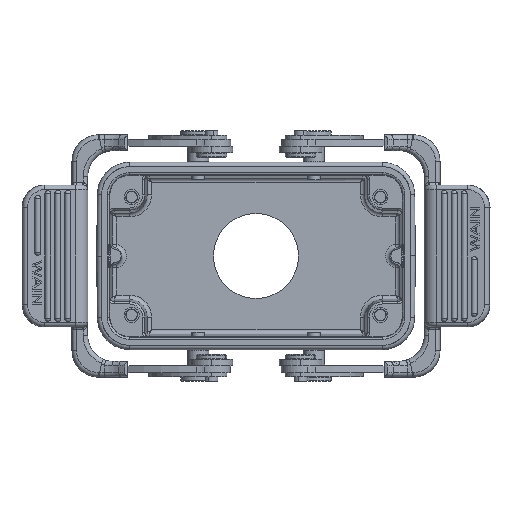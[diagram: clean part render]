
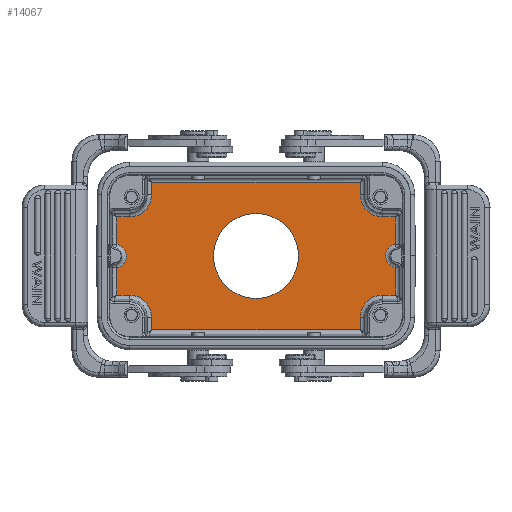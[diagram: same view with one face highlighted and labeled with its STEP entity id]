
A CAD part, front view. The second image highlights one B-rep face of the part: STEP entity #14067.
In plain terms, the highlighted planar face has unit normal (0, -1, 0).
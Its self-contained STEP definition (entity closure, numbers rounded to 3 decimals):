
#7985=PLANE('',#36894);
#8812=FACE_BOUND('',#17255,.T.);
#8813=FACE_BOUND('',#17256,.T.);
#9555=LINE('',#46835,#11765);
#9556=LINE('',#46839,#11766);
#9557=LINE('',#46842,#11767);
#9558=LINE('',#46859,#11768);
#9559=LINE('',#46861,#11769);
#9560=LINE('',#46865,#11770);
#9561=LINE('',#46867,#11771);
#9562=LINE('',#46869,#11772);
#9563=LINE('',#46873,#11773);
#9564=LINE('',#46875,#11774);
#9565=LINE('',#46891,#11775);
#9566=LINE('',#46895,#11776);
#9567=LINE('',#46897,#11777);
#9568=LINE('',#46899,#11778);
#11765=VECTOR('',#39433,1.);
#11766=VECTOR('',#39438,1.);
#11767=VECTOR('',#39439,1.);
#11768=VECTOR('',#39440,1.);
#11769=VECTOR('',#39441,1.);
#11770=VECTOR('',#39444,1.);
#11771=VECTOR('',#39445,1.);
#11772=VECTOR('',#39446,1.);
#11773=VECTOR('',#39449,1.);
#11774=VECTOR('',#39450,1.);
#11775=VECTOR('',#39451,1.);
#11776=VECTOR('',#39454,1.);
#11777=VECTOR('',#39455,1.);
#11778=VECTOR('',#39456,1.);
#14067=ADVANCED_FACE('',(#8812,#8813),#7985,.F.);
#17255=EDGE_LOOP('',(#20182));
#17256=EDGE_LOOP('',(#20183,#20184,#20185,#20186,#20187,#20188,#20189,#20190,
#20191,#20192,#20193,#20194,#20195,#20196,#20197,#20198,#20199,#20200,#20201,
#20202));
#19088=B_SPLINE_CURVE_WITH_KNOTS('',3,(#46844,#46845,#46846,#46847,#46848,
#46849,#46850,#46851,#46852,#46853,#46854,#46855,#46856,#46857),
 .UNSPECIFIED.,.F.,.F.,(4,1,1,1,1,1,1,1,1,1,1,4),(0.,0.091,0.182,
0.273,0.364,0.455,0.545,0.636,
0.727,0.818,0.909,1.),.UNSPECIFIED.);
#19089=B_SPLINE_CURVE_WITH_KNOTS('',3,(#46877,#46878,#46879,#46880,#46881,
#46882,#46883,#46884,#46885,#46886,#46887,#46888,#46889,#46890),
 .UNSPECIFIED.,.F.,.F.,(4,1,1,1,1,1,1,1,1,1,1,4),(0.,0.091,0.182,
0.273,0.364,0.455,0.545,0.636,
0.727,0.818,0.909,1.),.UNSPECIFIED.);
#20182=ORIENTED_EDGE('',*,*,#31559,.T.);
#20183=ORIENTED_EDGE('',*,*,#31560,.T.);
#20184=ORIENTED_EDGE('',*,*,#31561,.T.);
#20185=ORIENTED_EDGE('',*,*,#31562,.F.);
#20186=ORIENTED_EDGE('',*,*,#31563,.T.);
#20187=ORIENTED_EDGE('',*,*,#31564,.T.);
#20188=ORIENTED_EDGE('',*,*,#31565,.F.);
#20189=ORIENTED_EDGE('',*,*,#31566,.T.);
#20190=ORIENTED_EDGE('',*,*,#31567,.T.);
#20191=ORIENTED_EDGE('',*,*,#31568,.T.);
#20192=ORIENTED_EDGE('',*,*,#31569,.F.);
#20193=ORIENTED_EDGE('',*,*,#31570,.T.);
#20194=ORIENTED_EDGE('',*,*,#31571,.T.);
#20195=ORIENTED_EDGE('',*,*,#31572,.F.);
#20196=ORIENTED_EDGE('',*,*,#31558,.T.);
#20197=ORIENTED_EDGE('',*,*,#31573,.T.);
#20198=ORIENTED_EDGE('',*,*,#31574,.F.);
#20199=ORIENTED_EDGE('',*,*,#31575,.T.);
#20200=ORIENTED_EDGE('',*,*,#31576,.T.);
#20201=ORIENTED_EDGE('',*,*,#31577,.T.);
#20202=ORIENTED_EDGE('',*,*,#31578,.F.);
#28709=VERTEX_POINT('',#46810);
#28713=VERTEX_POINT('',#46834);
#28714=VERTEX_POINT('',#46838);
#28715=VERTEX_POINT('',#46840);
#28716=VERTEX_POINT('',#46841);
#28717=VERTEX_POINT('',#46843);
#28718=VERTEX_POINT('',#46858);
#28719=VERTEX_POINT('',#46860);
#28720=VERTEX_POINT('',#46862);
#28721=VERTEX_POINT('',#46864);
#28722=VERTEX_POINT('',#46866);
#28723=VERTEX_POINT('',#46868);
#28724=VERTEX_POINT('',#46870);
#28725=VERTEX_POINT('',#46872);
#28726=VERTEX_POINT('',#46874);
#28727=VERTEX_POINT('',#46876);
#28728=VERTEX_POINT('',#46892);
#28729=VERTEX_POINT('',#46894);
#28730=VERTEX_POINT('',#46896);
#28731=VERTEX_POINT('',#46898);
#28732=VERTEX_POINT('',#46900);
#31558=EDGE_CURVE('',#28709,#28713,#9555,.T.);
#31559=EDGE_CURVE('',#28714,#28714,#35829,.T.);
#31560=EDGE_CURVE('',#28715,#28716,#9556,.T.);
#31561=EDGE_CURVE('',#28716,#28717,#9557,.T.);
#31562=EDGE_CURVE('',#28718,#28717,#19088,.T.);
#31563=EDGE_CURVE('',#28718,#28719,#9558,.T.);
#31564=EDGE_CURVE('',#28719,#28720,#9559,.T.);
#31565=EDGE_CURVE('',#28721,#28720,#35830,.T.);
#31566=EDGE_CURVE('',#28721,#28722,#9560,.T.);
#31567=EDGE_CURVE('',#28722,#28723,#9561,.T.);
#31568=EDGE_CURVE('',#28723,#28724,#9562,.T.);
#31569=EDGE_CURVE('',#28725,#28724,#35831,.T.);
#31570=EDGE_CURVE('',#28725,#28726,#9563,.T.);
#31571=EDGE_CURVE('',#28726,#28727,#9564,.T.);
#31572=EDGE_CURVE('',#28709,#28727,#19089,.T.);
#31573=EDGE_CURVE('',#28713,#28728,#9565,.T.);
#31574=EDGE_CURVE('',#28729,#28728,#35832,.T.);
#31575=EDGE_CURVE('',#28729,#28730,#9566,.T.);
#31576=EDGE_CURVE('',#28730,#28731,#9567,.T.);
#31577=EDGE_CURVE('',#28731,#28732,#9568,.T.);
#31578=EDGE_CURVE('',#28715,#28732,#35833,.T.);
#35829=CIRCLE('',#36889,9.75);
#35830=CIRCLE('',#36890,5.053);
#35831=CIRCLE('',#36891,5.053);
#35832=CIRCLE('',#36892,5.053);
#35833=CIRCLE('',#36893,5.053);
#36889=AXIS2_PLACEMENT_3D('',#46837,#39436,#39437);
#36890=AXIS2_PLACEMENT_3D('',#46863,#39442,#39443);
#36891=AXIS2_PLACEMENT_3D('',#46871,#39447,#39448);
#36892=AXIS2_PLACEMENT_3D('',#46893,#39452,#39453);
#36893=AXIS2_PLACEMENT_3D('',#46901,#39457,#39458);
#36894=AXIS2_PLACEMENT_3D('',#46902,#39459,#39460);
#39433=DIRECTION('',(0.,0.,-1.));
#39436=DIRECTION('',(0.,1.,0.));
#39437=DIRECTION('',(0.,0.,1.));
#39438=DIRECTION('',(1.,0.,0.));
#39439=DIRECTION('',(0.,0.,1.));
#39440=DIRECTION('',(0.,0.,1.));
#39441=DIRECTION('',(-1.,0.,0.));
#39442=DIRECTION('',(0.,-1.,0.));
#39443=DIRECTION('',(-1.,0.,0.));
#39444=DIRECTION('',(0.,0.,1.));
#39445=DIRECTION('',(-1.,0.,0.));
#39446=DIRECTION('',(0.,0.,-1.));
#39447=DIRECTION('',(0.,-1.,0.));
#39448=DIRECTION('',(0.,0.,-1.));
#39449=DIRECTION('',(-1.,0.,0.));
#39450=DIRECTION('',(0.,0.,-1.));
#39451=DIRECTION('',(1.,0.,0.));
#39452=DIRECTION('',(0.,-1.,0.));
#39453=DIRECTION('',(1.,0.,0.));
#39454=DIRECTION('',(0.,0.,-1.));
#39455=DIRECTION('',(1.,0.,0.));
#39456=DIRECTION('',(0.,0.,1.));
#39457=DIRECTION('',(0.,-1.,0.));
#39458=DIRECTION('',(0.,0.,1.));
#39459=DIRECTION('',(0.,1.,0.));
#39460=DIRECTION('',(0.,0.,-1.));
#46810=CARTESIAN_POINT('',(-31.947,19.35,-2.717));
#46834=CARTESIAN_POINT('',(-31.947,19.35,-8.947));
#46835=CARTESIAN_POINT('',(-31.947,19.35,-2.717));
#46837=CARTESIAN_POINT('',(0.,19.35,0.));
#46838=CARTESIAN_POINT('',(0.,19.35,9.75));
#46839=CARTESIAN_POINT('',(29.,19.35,-8.947));
#46840=CARTESIAN_POINT('',(29.,19.35,-8.947));
#46841=CARTESIAN_POINT('',(31.947,19.35,-8.947));
#46842=CARTESIAN_POINT('',(31.947,19.35,-8.947));
#46843=CARTESIAN_POINT('',(31.947,19.35,-2.715));
#46844=CARTESIAN_POINT('',(31.947,19.35,2.717));
#46845=CARTESIAN_POINT('',(31.707,19.35,2.665));
#46846=CARTESIAN_POINT('',(31.259,19.35,2.513));
#46847=CARTESIAN_POINT('',(30.674,19.35,2.124));
#46848=CARTESIAN_POINT('',(30.213,19.35,1.615));
#46849=CARTESIAN_POINT('',(29.89,19.35,1.015));
#46850=CARTESIAN_POINT('',(29.721,19.35,0.347));
#46851=CARTESIAN_POINT('',(29.72,19.35,-0.337));
#46852=CARTESIAN_POINT('',(29.887,19.35,-1.006));
#46853=CARTESIAN_POINT('',(30.207,19.35,-1.608));
#46854=CARTESIAN_POINT('',(30.671,19.35,-2.121));
#46855=CARTESIAN_POINT('',(31.255,19.35,-2.512));
#46856=CARTESIAN_POINT('',(31.705,19.35,-2.664));
#46857=CARTESIAN_POINT('',(31.947,19.35,-2.715));
#46858=CARTESIAN_POINT('',(31.947,19.35,2.717));
#46859=CARTESIAN_POINT('',(31.947,19.35,2.717));
#46860=CARTESIAN_POINT('',(31.947,19.35,8.947));
#46861=CARTESIAN_POINT('',(31.947,19.35,8.947));
#46862=CARTESIAN_POINT('',(29.,19.35,8.947));
#46863=CARTESIAN_POINT('',(29.,19.35,14.));
#46864=CARTESIAN_POINT('',(23.947,19.35,14.));
#46865=CARTESIAN_POINT('',(23.947,19.35,14.));
#46866=CARTESIAN_POINT('',(23.947,19.35,16.947));
#46867=CARTESIAN_POINT('',(23.947,19.35,16.947));
#46868=CARTESIAN_POINT('',(-23.947,19.35,16.947));
#46869=CARTESIAN_POINT('',(-23.947,19.35,16.947));
#46870=CARTESIAN_POINT('',(-23.947,19.35,14.));
#46871=CARTESIAN_POINT('',(-29.,19.35,14.));
#46872=CARTESIAN_POINT('',(-29.,19.35,8.947));
#46873=CARTESIAN_POINT('',(-29.,19.35,8.947));
#46874=CARTESIAN_POINT('',(-31.947,19.35,8.947));
#46875=CARTESIAN_POINT('',(-31.947,19.35,8.947));
#46876=CARTESIAN_POINT('',(-31.947,19.35,2.715));
#46877=CARTESIAN_POINT('',(-31.947,19.35,-2.717));
#46878=CARTESIAN_POINT('',(-31.707,19.35,-2.665));
#46879=CARTESIAN_POINT('',(-31.259,19.35,-2.513));
#46880=CARTESIAN_POINT('',(-30.674,19.35,-2.124));
#46881=CARTESIAN_POINT('',(-30.213,19.35,-1.615));
#46882=CARTESIAN_POINT('',(-29.891,19.35,-1.015));
#46883=CARTESIAN_POINT('',(-29.721,19.35,-0.348));
#46884=CARTESIAN_POINT('',(-29.72,19.35,0.336));
#46885=CARTESIAN_POINT('',(-29.887,19.35,1.006));
#46886=CARTESIAN_POINT('',(-30.207,19.35,1.608));
#46887=CARTESIAN_POINT('',(-30.671,19.35,2.121));
#46888=CARTESIAN_POINT('',(-31.255,19.35,2.512));
#46889=CARTESIAN_POINT('',(-31.705,19.35,2.664));
#46890=CARTESIAN_POINT('',(-31.947,19.35,2.715));
#46891=CARTESIAN_POINT('',(-31.947,19.35,-8.947));
#46892=CARTESIAN_POINT('',(-29.,19.35,-8.947));
#46893=CARTESIAN_POINT('',(-29.,19.35,-14.));
#46894=CARTESIAN_POINT('',(-23.947,19.35,-14.));
#46895=CARTESIAN_POINT('',(-23.947,19.35,-14.));
#46896=CARTESIAN_POINT('',(-23.947,19.35,-16.947));
#46897=CARTESIAN_POINT('',(-23.947,19.35,-16.947));
#46898=CARTESIAN_POINT('',(23.947,19.35,-16.947));
#46899=CARTESIAN_POINT('',(23.947,19.35,-16.947));
#46900=CARTESIAN_POINT('',(23.947,19.35,-14.));
#46901=CARTESIAN_POINT('',(29.,19.35,-14.));
#46902=CARTESIAN_POINT('',(0.,19.35,0.));
